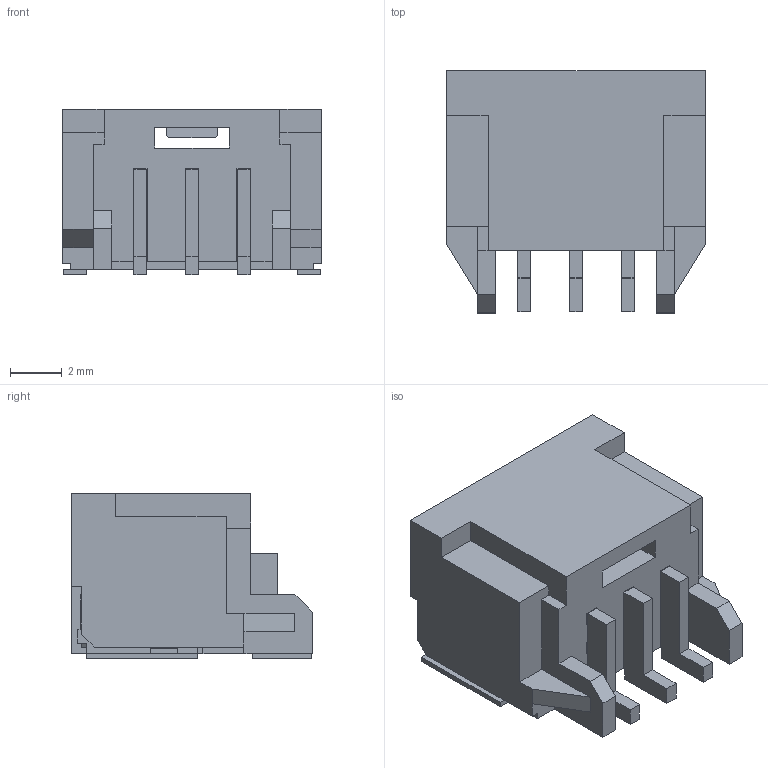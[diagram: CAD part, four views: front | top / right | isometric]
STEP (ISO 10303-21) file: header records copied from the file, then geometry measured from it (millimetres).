
FILE_DESCRIPTION (( 'STEP AP214' ), '1' );
FILE_NAME ('FWF20029-S03B25NAM-REF.STEP', '2025-11-24T02:32:29', ( '' ), ( '' ), 'SwSTEP 2.0', 'SolidWorks 2021', '' );
FILE_SCHEMA (( 'AUTOMOTIVE_DESIGN' ));
Length unit declared in the file: millimetre
Products named in the file (1): FWF20029-S03B25NAM-REF
Bounding box: 10 x 9.35 x 6.4 mm (x, y, z)
Volume: 236.8 mm3; surface area: 746.2 mm2
Topology: 1 solids, 1 shells, 295 faces, 817 edges, 532 vertices
Faces by surface type: plane 295
Entity records: 9205 total; most frequent: CARTESIAN_POINT 1645, ORIENTED_EDGE 1634, DIRECTION 1409, LINE 817, VECTOR 817, EDGE_CURVE 817, VERTEX_POINT 532, EDGE_LOOP 305
